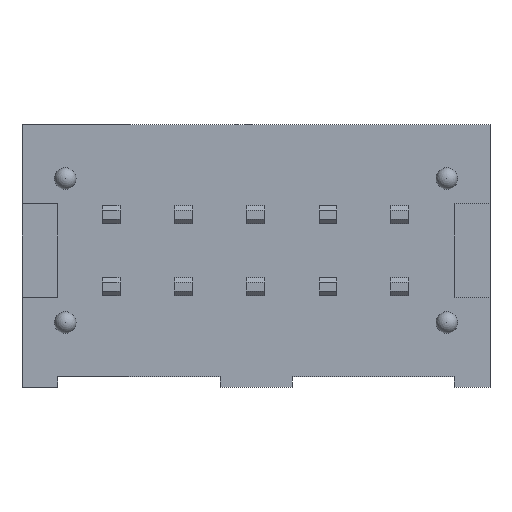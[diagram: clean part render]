
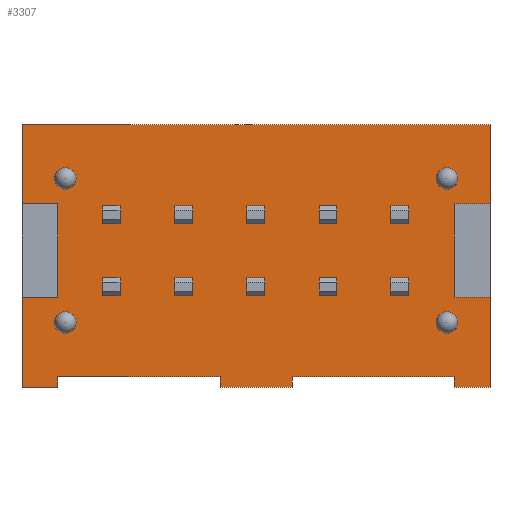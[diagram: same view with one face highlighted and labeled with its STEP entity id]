
A CAD part, front view. The second image highlights one B-rep face of the part: STEP entity #3307.
In plain terms, the highlighted planar face has unit normal (0, -1, 0).
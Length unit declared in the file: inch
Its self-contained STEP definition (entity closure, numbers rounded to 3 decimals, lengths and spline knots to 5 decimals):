
#42=CIRCLE('',#3515,0.015);
#43=CIRCLE('',#3516,0.015);
#44=CIRCLE('',#3517,0.015);
#45=CIRCLE('',#3518,0.015);
#78=ORIENTED_EDGE('',*,*,#1048,.F.);
#79=ORIENTED_EDGE('',*,*,#1049,.F.);
#80=ORIENTED_EDGE('',*,*,#1050,.F.);
#81=ORIENTED_EDGE('',*,*,#1051,.F.);
#82=ORIENTED_EDGE('',*,*,#1052,.F.);
#83=ORIENTED_EDGE('',*,*,#1053,.F.);
#84=ORIENTED_EDGE('',*,*,#1054,.F.);
#85=ORIENTED_EDGE('',*,*,#1055,.F.);
#86=ORIENTED_EDGE('',*,*,#1056,.F.);
#87=ORIENTED_EDGE('',*,*,#1057,.F.);
#88=ORIENTED_EDGE('',*,*,#1058,.F.);
#89=ORIENTED_EDGE('',*,*,#1059,.F.);
#90=ORIENTED_EDGE('',*,*,#1060,.F.);
#91=ORIENTED_EDGE('',*,*,#1061,.F.);
#92=ORIENTED_EDGE('',*,*,#1062,.F.);
#93=ORIENTED_EDGE('',*,*,#1063,.F.);
#94=ORIENTED_EDGE('',*,*,#1064,.F.);
#95=ORIENTED_EDGE('',*,*,#1065,.T.);
#96=ORIENTED_EDGE('',*,*,#1066,.T.);
#97=ORIENTED_EDGE('',*,*,#1067,.F.);
#98=ORIENTED_EDGE('',*,*,#1068,.F.);
#99=ORIENTED_EDGE('',*,*,#1069,.F.);
#100=ORIENTED_EDGE('',*,*,#1070,.T.);
#101=ORIENTED_EDGE('',*,*,#1071,.F.);
#1048=EDGE_CURVE('',#1532,#1532,#42,.T.);
#1049=EDGE_CURVE('',#1533,#1533,#43,.T.);
#1050=EDGE_CURVE('',#1534,#1534,#44,.T.);
#1051=EDGE_CURVE('',#1535,#1535,#45,.T.);
#1052=EDGE_CURVE('',#1536,#1537,#1856,.T.);
#1053=EDGE_CURVE('',#1538,#1536,#1857,.T.);
#1054=EDGE_CURVE('',#1539,#1538,#1858,.T.);
#1055=EDGE_CURVE('',#1540,#1539,#1859,.T.);
#1056=EDGE_CURVE('',#1541,#1540,#1860,.T.);
#1057=EDGE_CURVE('',#1542,#1541,#1861,.T.);
#1058=EDGE_CURVE('',#1543,#1542,#1862,.T.);
#1059=EDGE_CURVE('',#1544,#1543,#1863,.T.);
#1060=EDGE_CURVE('',#1545,#1544,#1864,.T.);
#1061=EDGE_CURVE('',#1546,#1545,#1865,.T.);
#1062=EDGE_CURVE('',#1547,#1546,#1866,.T.);
#1063=EDGE_CURVE('',#1548,#1547,#1867,.T.);
#1064=EDGE_CURVE('',#1549,#1548,#1868,.T.);
#1065=EDGE_CURVE('',#1549,#1550,#1869,.T.);
#1066=EDGE_CURVE('',#1550,#1551,#1870,.T.);
#1067=EDGE_CURVE('',#1552,#1551,#1871,.T.);
#1068=EDGE_CURVE('',#1553,#1552,#1872,.T.);
#1069=EDGE_CURVE('',#1554,#1553,#1873,.T.);
#1070=EDGE_CURVE('',#1554,#1555,#1874,.T.);
#1071=EDGE_CURVE('',#1537,#1555,#1875,.T.);
#1532=VERTEX_POINT('',#4590);
#1533=VERTEX_POINT('',#4592);
#1534=VERTEX_POINT('',#4594);
#1535=VERTEX_POINT('',#4596);
#1536=VERTEX_POINT('',#4598);
#1537=VERTEX_POINT('',#4599);
#1538=VERTEX_POINT('',#4601);
#1539=VERTEX_POINT('',#4603);
#1540=VERTEX_POINT('',#4605);
#1541=VERTEX_POINT('',#4607);
#1542=VERTEX_POINT('',#4609);
#1543=VERTEX_POINT('',#4611);
#1544=VERTEX_POINT('',#4613);
#1545=VERTEX_POINT('',#4615);
#1546=VERTEX_POINT('',#4617);
#1547=VERTEX_POINT('',#4619);
#1548=VERTEX_POINT('',#4621);
#1549=VERTEX_POINT('',#4623);
#1550=VERTEX_POINT('',#4625);
#1551=VERTEX_POINT('',#4627);
#1552=VERTEX_POINT('',#4629);
#1553=VERTEX_POINT('',#4631);
#1554=VERTEX_POINT('',#4633);
#1555=VERTEX_POINT('',#4635);
#1856=LINE('',#4597,#2338);
#1857=LINE('',#4600,#2339);
#1858=LINE('',#4602,#2340);
#1859=LINE('',#4604,#2341);
#1860=LINE('',#4606,#2342);
#1861=LINE('',#4608,#2343);
#1862=LINE('',#4610,#2344);
#1863=LINE('',#4612,#2345);
#1864=LINE('',#4614,#2346);
#1865=LINE('',#4616,#2347);
#1866=LINE('',#4618,#2348);
#1867=LINE('',#4620,#2349);
#1868=LINE('',#4622,#2350);
#1869=LINE('',#4624,#2351);
#1870=LINE('',#4626,#2352);
#1871=LINE('',#4628,#2353);
#1872=LINE('',#4630,#2354);
#1873=LINE('',#4632,#2355);
#1874=LINE('',#4634,#2356);
#1875=LINE('',#4636,#2357);
#2338=VECTOR('',#3736,39.37008);
#2339=VECTOR('',#3737,39.37008);
#2340=VECTOR('',#3738,39.37008);
#2341=VECTOR('',#3739,39.37008);
#2342=VECTOR('',#3740,39.37008);
#2343=VECTOR('',#3741,39.37008);
#2344=VECTOR('',#3742,39.37008);
#2345=VECTOR('',#3743,39.37008);
#2346=VECTOR('',#3744,39.37008);
#2347=VECTOR('',#3745,39.37008);
#2348=VECTOR('',#3746,39.37008);
#2349=VECTOR('',#3747,39.37008);
#2350=VECTOR('',#3748,39.37008);
#2351=VECTOR('',#3749,39.37008);
#2352=VECTOR('',#3750,39.37008);
#2353=VECTOR('',#3751,39.37008);
#2354=VECTOR('',#3752,39.37008);
#2355=VECTOR('',#3753,39.37008);
#2356=VECTOR('',#3754,39.37008);
#2357=VECTOR('',#3755,39.37008);
#2793=EDGE_LOOP('',(#78));
#2794=EDGE_LOOP('',(#79));
#2795=EDGE_LOOP('',(#80));
#2796=EDGE_LOOP('',(#81));
#2797=EDGE_LOOP('',(#82,#83,#84,#85,#86,#87,#88,#89,#90,#91,#92,#93,#94,
#95,#96,#97,#98,#99,#100,#101));
#2967=FACE_BOUND('',#2793,.T.);
#2968=FACE_BOUND('',#2794,.T.);
#2969=FACE_BOUND('',#2795,.T.);
#2970=FACE_BOUND('',#2796,.T.);
#2971=FACE_BOUND('',#2797,.T.);
#3141=PLANE('',#3514);
#3307=ADVANCED_FACE('',(#2967,#2968,#2969,#2970,#2971),#3141,.F.);
#3514=AXIS2_PLACEMENT_3D('',#4588,#3726,#3727);
#3515=AXIS2_PLACEMENT_3D('',#4589,#3728,#3729);
#3516=AXIS2_PLACEMENT_3D('',#4591,#3730,#3731);
#3517=AXIS2_PLACEMENT_3D('',#4593,#3732,#3733);
#3518=AXIS2_PLACEMENT_3D('',#4595,#3734,#3735);
#3726=DIRECTION('',(0.,1.,0.));
#3727=DIRECTION('',(0.,0.,1.));
#3728=DIRECTION('',(0.,-1.,0.));
#3729=DIRECTION('',(0.,0.,-1.));
#3730=DIRECTION('',(0.,-1.,0.));
#3731=DIRECTION('',(0.,0.,-1.));
#3732=DIRECTION('',(0.,-1.,0.));
#3733=DIRECTION('',(0.,0.,-1.));
#3734=DIRECTION('',(0.,-1.,0.));
#3735=DIRECTION('',(0.,0.,-1.));
#3736=DIRECTION('',(0.,0.,-1.));
#3737=DIRECTION('',(-1.,0.,0.));
#3738=DIRECTION('',(0.,0.,1.));
#3739=DIRECTION('',(-1.,0.,0.));
#3740=DIRECTION('',(0.,0.,-1.));
#3741=DIRECTION('',(-1.,0.,0.));
#3742=DIRECTION('',(0.,0.,1.));
#3743=DIRECTION('',(-1.,0.,0.));
#3744=DIRECTION('',(0.,0.,-1.));
#3745=DIRECTION('',(1.,0.,0.));
#3746=DIRECTION('',(0.,0.,-1.));
#3747=DIRECTION('',(-1.,0.,0.));
#3748=DIRECTION('',(0.,0.,-1.));
#3749=DIRECTION('',(-1.,0.,0.));
#3750=DIRECTION('',(0.,0.,-1.));
#3751=DIRECTION('',(-1.,0.,0.));
#3752=DIRECTION('',(0.,0.,1.));
#3753=DIRECTION('',(1.,0.,0.));
#3754=DIRECTION('',(0.,0.,-1.));
#3755=DIRECTION('',(-1.,0.,0.));
#4588=CARTESIAN_POINT('',(0.325,0.,0.175));
#4589=CARTESIAN_POINT('',(0.265,0.,-0.1));
#4590=CARTESIAN_POINT('',(0.265,0.,-0.115));
#4591=CARTESIAN_POINT('',(0.265,0.,0.1));
#4592=CARTESIAN_POINT('',(0.265,0.,0.085));
#4593=CARTESIAN_POINT('',(-0.265,0.,-0.1));
#4594=CARTESIAN_POINT('',(-0.265,0.,-0.115));
#4595=CARTESIAN_POINT('',(-0.265,0.,0.1));
#4596=CARTESIAN_POINT('',(-0.265,0.,0.085));
#4597=CARTESIAN_POINT('',(-0.275,0.,-0.175));
#4598=CARTESIAN_POINT('',(-0.275,0.,-0.175));
#4599=CARTESIAN_POINT('',(-0.275,0.,-0.19));
#4600=CARTESIAN_POINT('',(-0.05,0.,-0.175));
#4601=CARTESIAN_POINT('',(-0.05,0.,-0.175));
#4602=CARTESIAN_POINT('',(-0.05,0.,-0.19));
#4603=CARTESIAN_POINT('',(-0.05,0.,-0.19));
#4604=CARTESIAN_POINT('',(0.325,0.,-0.19));
#4605=CARTESIAN_POINT('',(0.05,0.,-0.19));
#4606=CARTESIAN_POINT('',(0.05,0.,-0.175));
#4607=CARTESIAN_POINT('',(0.05,0.,-0.175));
#4608=CARTESIAN_POINT('',(0.275,0.,-0.175));
#4609=CARTESIAN_POINT('',(0.275,0.,-0.175));
#4610=CARTESIAN_POINT('',(0.275,0.,-0.19));
#4611=CARTESIAN_POINT('',(0.275,0.,-0.19));
#4612=CARTESIAN_POINT('',(0.325,0.,-0.19));
#4613=CARTESIAN_POINT('',(0.325,0.,-0.19));
#4614=CARTESIAN_POINT('',(0.325,0.,0.175));
#4615=CARTESIAN_POINT('',(0.325,0.,-0.065));
#4616=CARTESIAN_POINT('',(0.275,0.,-0.065));
#4617=CARTESIAN_POINT('',(0.275,0.,-0.065));
#4618=CARTESIAN_POINT('',(0.275,0.,0.065));
#4619=CARTESIAN_POINT('',(0.275,0.,0.065));
#4620=CARTESIAN_POINT('',(0.325,0.,0.065));
#4621=CARTESIAN_POINT('',(0.325,0.,0.065));
#4622=CARTESIAN_POINT('',(0.325,0.,0.175));
#4623=CARTESIAN_POINT('',(0.325,0.,0.175));
#4624=CARTESIAN_POINT('',(0.325,0.,0.175));
#4625=CARTESIAN_POINT('',(-0.325,0.,0.175));
#4626=CARTESIAN_POINT('',(-0.325,0.,0.175));
#4627=CARTESIAN_POINT('',(-0.325,0.,0.065));
#4628=CARTESIAN_POINT('',(-0.275,0.,0.065));
#4629=CARTESIAN_POINT('',(-0.275,0.,0.065));
#4630=CARTESIAN_POINT('',(-0.275,0.,-0.065));
#4631=CARTESIAN_POINT('',(-0.275,0.,-0.065));
#4632=CARTESIAN_POINT('',(-0.325,0.,-0.065));
#4633=CARTESIAN_POINT('',(-0.325,0.,-0.065));
#4634=CARTESIAN_POINT('',(-0.325,0.,0.175));
#4635=CARTESIAN_POINT('',(-0.325,0.,-0.19));
#4636=CARTESIAN_POINT('',(0.325,0.,-0.19));
